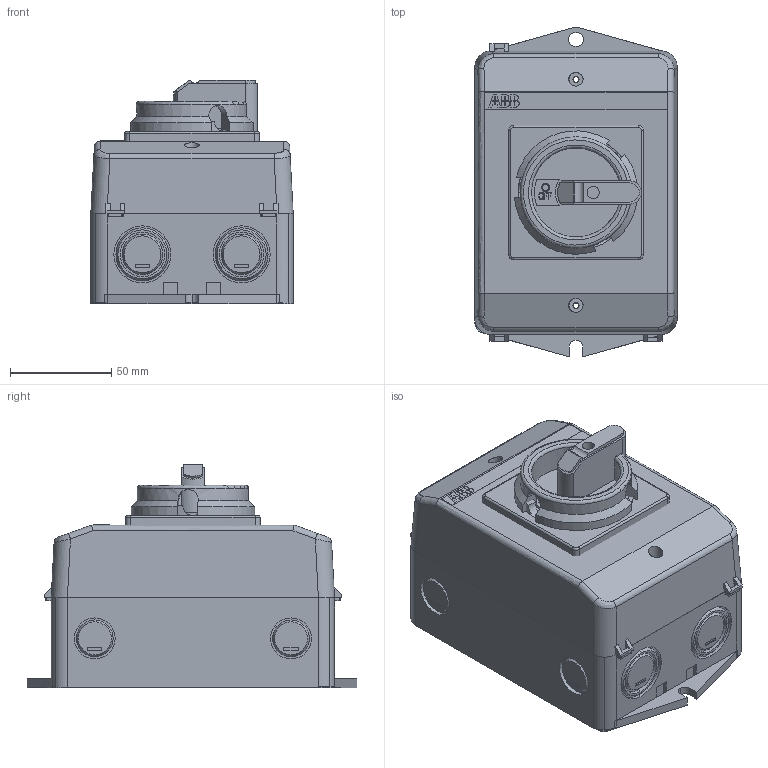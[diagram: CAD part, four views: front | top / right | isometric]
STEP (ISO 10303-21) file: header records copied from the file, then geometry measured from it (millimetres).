
FILE_DESCRIPTION((''),'2;1');
FILE_NAME('OTU16B3MS2_S21JPG_ASM','2018-02-28T',('FIMABER1'),(''),'CREO PARAMETRIC BY PTC INC, 2017170','CREO PARAMETRIC BY PTC INC, 2017170','');
FILE_SCHEMA(('CONFIG_CONTROL_DESIGN'));
Length unit declared in the file: millimetre
Products named in the file (12): OTC36LM25SP_-POHJA-IDEAS_1; OTC36LM25SP_-KANSI-IDEAS_4; OTC36LM25SPRY-V__NNIN-RUNKO_1; OTC36LM25SPRY-V__NNIN-NUPPI_1; OTC36LM25SPRY-V__NNIN-IDEAS_1_ASM; KILPI-N-12MM_1; OTC36LM25SP_-N-PE-LIITIN-IDEAS_; KILPI-PE-12MM_1; OTC36LM25SPRY-IDEAS_1_ASM; OTC36LM25SPB_OMA_ASM; YKLW14116_OMA; OTU16B3MS2_S21JPG_ASM
Assembly tree (12 placements, depth 5):
  OTU16B3MS2_S21JPG_ASM
    OTC36LM25SPB_OMA_ASM
      OTC36LM25SPRY-IDEAS_1_ASM
        OTC36LM25SP_-POHJA-IDEAS_1
        OTC36LM25SP_-KANSI-IDEAS_4
        OTC36LM25SPRY-V__NNIN-IDEAS_1_ASM
          OTC36LM25SPRY-V__NNIN-RUNKO_1
          OTC36LM25SPRY-V__NNIN-NUPPI_1
        KILPI-N-12MM_1
        OTC36LM25SP_-N-PE-LIITIN-IDEAS_  x2
        KILPI-PE-12MM_1
    YKLW14116_OMA
Bounding box: 100 x 163 x 110.63 mm (x, y, z)
Volume: 248393.5 mm3; surface area: 178375.1 mm2
Topology: 9 solids, 9 shells, 1337 faces, 3741 edges, 2539 vertices
Faces by surface type: plane 941, cylinder 329, cone 44, bspline 14, torus 6, extrusion 3
Entity records: 56043 total; most frequent: CARTESIAN_POINT 12678, ORIENTED_EDGE 6734, DIRECTION 6555, EDGE_CURVE 3367, VECTOR 2313, LINE 2310, VERTEX_POINT 2295, AXIS2_PLACEMENT_3D 2121
